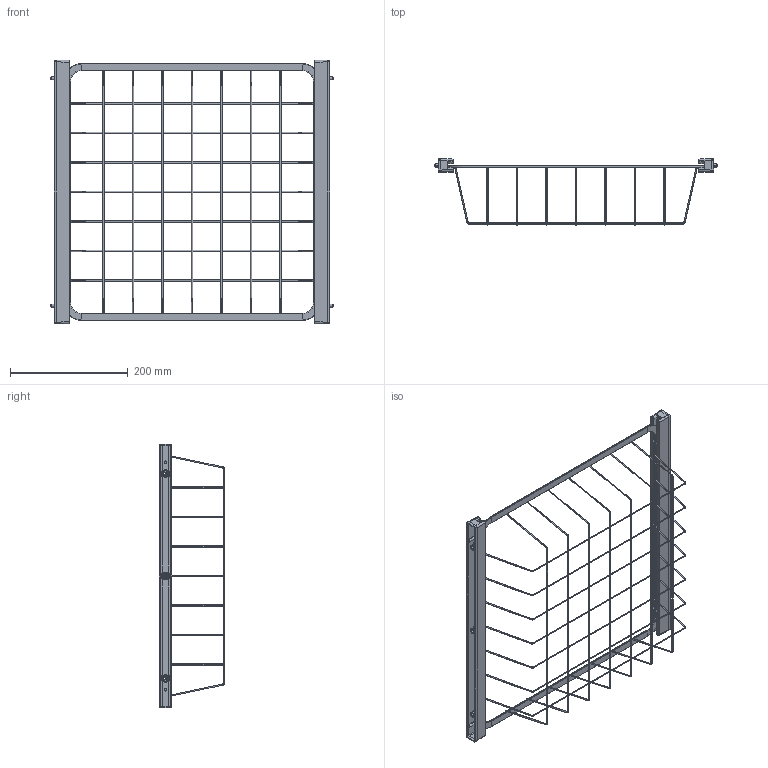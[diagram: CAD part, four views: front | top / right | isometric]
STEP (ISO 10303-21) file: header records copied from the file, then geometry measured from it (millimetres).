
FILE_DESCRIPTION (( 'STEP AP203' ), '1' );
FILE_NAME ('LM279+LM214.STEP', '2023-03-07T06:53:59', ( '' ), ( '' ), 'SwSTEP 2.0', 'SolidWorks 2021', '' );
FILE_SCHEMA (( 'CONFIG_CONTROL_DESIGN' ));
Length unit declared in the file: millimetre
Products named in the file (3): 10126_Default<As Machined>; LM279+LM214; 11292_Default<As Machined>
Assembly tree (3 placements, depth 2):
  LM279+LM214
    10126_Default<As Machined>
    11292_Default<As Machined>  x2
Bounding box: 479 x 111.8 x 447 mm (x, y, z)
Volume: 249334.2 mm3; surface area: 273874.2 mm2
Topology: 19 solids, 19 shells, 604 faces, 1448 edges, 856 vertices
Faces by surface type: cylinder 252, plane 156, torus 84, bspline 56, cone 32, sphere 24
Entity records: 12379 total; most frequent: CARTESIAN_POINT 2626, DIRECTION 2156, ORIENTED_EDGE 1916, EDGE_CURVE 958, AXIS2_PLACEMENT_3D 898, VERTEX_POINT 572, CIRCLE 502, EDGE_LOOP 426
